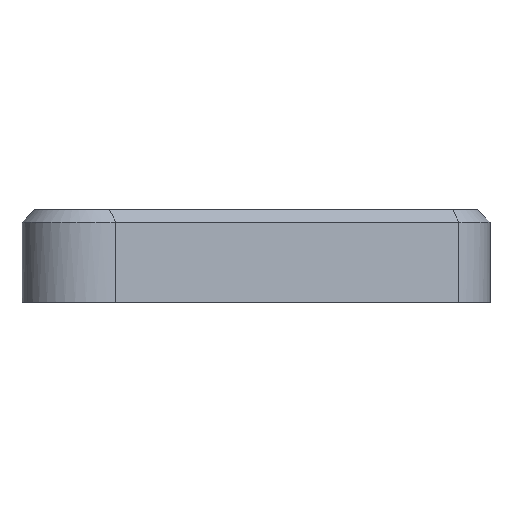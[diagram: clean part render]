
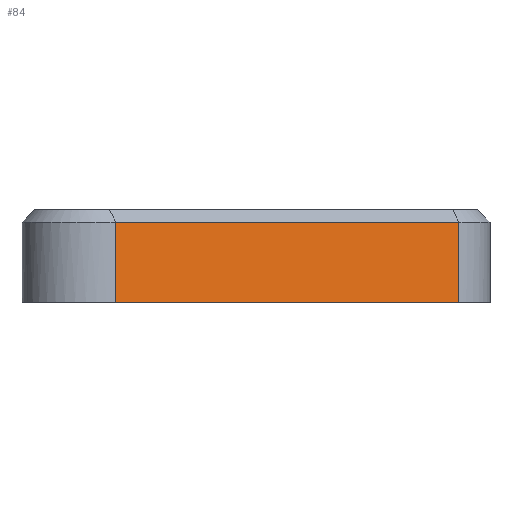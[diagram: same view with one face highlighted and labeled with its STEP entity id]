
A CAD part, front view. The second image highlights one B-rep face of the part: STEP entity #84.
In plain terms, the highlighted planar face has unit normal (0.5, -0.866, 0).
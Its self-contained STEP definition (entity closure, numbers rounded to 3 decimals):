
#84=ADVANCED_FACE('',(#191),#1579,.T.);
#191=FACE_OUTER_BOUND('',#299,.T.);
#299=EDGE_LOOP('',(#629,#630,#631,#632));
#629=ORIENTED_EDGE('',*,*,#1016,.F.);
#630=ORIENTED_EDGE('',*,*,#1015,.F.);
#631=ORIENTED_EDGE('',*,*,#1014,.T.);
#632=ORIENTED_EDGE('',*,*,#1051,.F.);
#1014=EDGE_CURVE('',#1454,#1500,#1185,.T.);
#1015=EDGE_CURVE('',#1454,#1455,#1186,.T.);
#1016=EDGE_CURVE('',#1455,#1501,#1187,.T.);
#1051=EDGE_CURVE('',#1501,#1500,#1214,.T.);
#1185=B_SPLINE_CURVE_WITH_KNOTS('',1,(#2612,#2613),.UNSPECIFIED.,.F.,.F.,
(2,2),(0.,2.91),.UNSPECIFIED.);
#1186=B_SPLINE_CURVE_WITH_KNOTS('',1,(#2614,#2615),.UNSPECIFIED.,.F.,.F.,
(2,2),(-46.868,-31.002),.UNSPECIFIED.);
#1187=B_SPLINE_CURVE_WITH_KNOTS('',1,(#2616,#2617),.UNSPECIFIED.,.F.,.F.,
(2,2),(0.,2.91),.UNSPECIFIED.);
#1214=B_SPLINE_CURVE_WITH_KNOTS('',1,(#2696,#2697),.UNSPECIFIED.,.F.,.F.,
(2,2),(0.,15.865),.UNSPECIFIED.);
#1454=VERTEX_POINT('',#2118);
#1455=VERTEX_POINT('',#2119);
#1500=VERTEX_POINT('',#2164);
#1501=VERTEX_POINT('',#2165);
#1579=PLANE('',#1707);
#1707=AXIS2_PLACEMENT_3D('',#1951,#1802,$);
#1802=DIRECTION('',(0.5,-0.866,0.));
#1951=CARTESIAN_POINT('',(96.704,-32.887,8.65));
#2118=CARTESIAN_POINT('',(96.704,-32.887,8.65));
#2119=CARTESIAN_POINT('',(82.964,-40.82,8.65));
#2164=CARTESIAN_POINT('',(96.704,-32.887,11.86));
#2165=CARTESIAN_POINT('',(82.964,-40.82,11.86));
#2612=CARTESIAN_POINT('',(96.704,-32.887,8.65));
#2613=CARTESIAN_POINT('',(96.704,-32.887,11.86));
#2614=CARTESIAN_POINT('',(96.704,-32.887,8.65));
#2615=CARTESIAN_POINT('',(82.964,-40.82,8.65));
#2616=CARTESIAN_POINT('',(82.964,-40.82,8.65));
#2617=CARTESIAN_POINT('',(82.964,-40.82,11.86));
#2696=CARTESIAN_POINT('',(82.964,-40.82,11.86));
#2697=CARTESIAN_POINT('',(96.704,-32.887,11.86));
